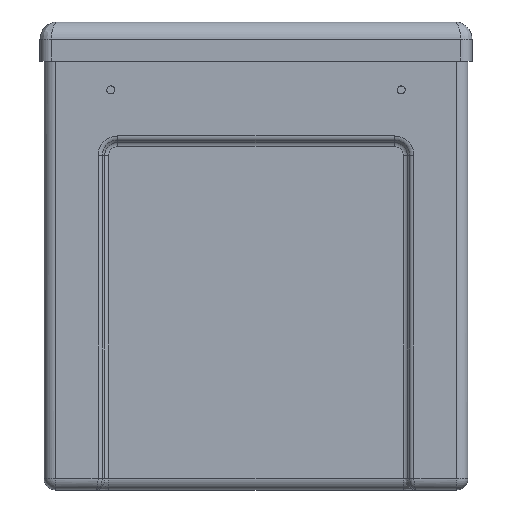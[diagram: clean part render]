
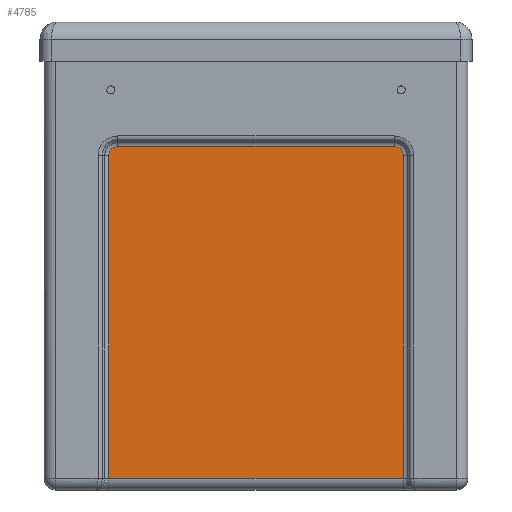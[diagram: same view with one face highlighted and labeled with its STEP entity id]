
A CAD part, top view. The second image highlights one B-rep face of the part: STEP entity #4785.
In plain terms, the highlighted planar face has unit normal (0, -0.005, 1).
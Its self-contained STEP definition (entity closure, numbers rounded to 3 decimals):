
#13 = DIRECTION ( 'NONE',  ( 0., 0.005, -1. ) ) ;
#61 = VERTEX_POINT ( 'NONE', #3044 ) ;
#63 = CARTESIAN_POINT ( 'NONE',  ( 0., -0.355, 65.998 ) ) ;
#65 = AXIS2_PLACEMENT_3D ( 'NONE', #1542, #4367, #3128 ) ;
#201 = CARTESIAN_POINT ( 'NONE',  ( -127.929, 9.946, 66.053 ) ) ;
#316 = CIRCLE ( 'NONE', #4146, 7.929 ) ;
#528 = ORIENTED_EDGE ( 'NONE', *, *, #3688, .T. ) ;
#643 = VECTOR ( 'NONE', #4431, 1000. ) ;
#826 = PLANE ( 'NONE',  #3420 ) ;
#850 = CARTESIAN_POINT ( 'NONE',  ( 0., 297.956, 67.602 ) ) ;
#1142 = EDGE_CURVE ( 'NONE', #4657, #2259, #4839, .T. ) ;
#1452 = DIRECTION ( 'NONE',  ( 0., 1., 0.005 ) ) ;
#1542 = CARTESIAN_POINT ( 'NONE',  ( 120., 290.027, 67.559 ) ) ;
#1572 = VECTOR ( 'NONE', #3561, 1000. ) ;
#1574 = LINE ( 'NONE', #2017, #1572 ) ;
#1972 = LINE ( 'NONE', #850, #643 ) ;
#2017 = CARTESIAN_POINT ( 'NONE',  ( 127.929, 9.946, 66.053 ) ) ;
#2063 = CARTESIAN_POINT ( 'NONE',  ( -127.929, -0.355, 65.998 ) ) ;
#2121 = VECTOR ( 'NONE', #3660, 1000. ) ;
#2164 = DIRECTION ( 'NONE',  ( 0., 1., 0.005 ) ) ;
#2251 = ORIENTED_EDGE ( 'NONE', *, *, #2598, .T. ) ;
#2259 = VERTEX_POINT ( 'NONE', #201 ) ;
#2285 = CARTESIAN_POINT ( 'NONE',  ( 127.929, -0.355, 65.998 ) ) ;
#2428 = EDGE_CURVE ( 'NONE', #3155, #61, #4499, .T. ) ;
#2554 = CARTESIAN_POINT ( 'NONE',  ( -120., 290.027, 67.559 ) ) ;
#2598 = EDGE_CURVE ( 'NONE', #2259, #4500, #1574, .T. ) ;
#2718 = LINE ( 'NONE', #2285, #2868 ) ;
#2868 = VECTOR ( 'NONE', #1452, 1000. ) ;
#2965 = ORIENTED_EDGE ( 'NONE', *, *, #1142, .T. ) ;
#3044 = CARTESIAN_POINT ( 'NONE',  ( 120., 297.956, 67.602 ) ) ;
#3128 = DIRECTION ( 'NONE',  ( 0., 1., 0.005 ) ) ;
#3155 = VERTEX_POINT ( 'NONE', #4041 ) ;
#3193 = FACE_OUTER_BOUND ( 'NONE', #4978, .T. ) ;
#3353 = EDGE_CURVE ( 'NONE', #3764, #4657, #316, .T. ) ;
#3420 = AXIS2_PLACEMENT_3D ( 'NONE', #63, #13, #3619 ) ;
#3561 = DIRECTION ( 'NONE',  ( 1., 0., 0. ) ) ;
#3619 = DIRECTION ( 'NONE',  ( 0., 1., 0.005 ) ) ;
#3660 = DIRECTION ( 'NONE',  ( 0., -1., -0.005 ) ) ;
#3688 = EDGE_CURVE ( 'NONE', #61, #3764, #1972, .T. ) ;
#3701 = ORIENTED_EDGE ( 'NONE', *, *, #3353, .T. ) ;
#3764 = VERTEX_POINT ( 'NONE', #4388 ) ;
#3788 = ORIENTED_EDGE ( 'NONE', *, *, #5111, .T. ) ;
#3815 = ORIENTED_EDGE ( 'NONE', *, *, #2428, .T. ) ;
#4041 = CARTESIAN_POINT ( 'NONE',  ( 127.929, 290.027, 67.559 ) ) ;
#4146 = AXIS2_PLACEMENT_3D ( 'NONE', #2554, #4152, #2164 ) ;
#4152 = DIRECTION ( 'NONE',  ( 0., -0.005, 1. ) ) ;
#4367 = DIRECTION ( 'NONE',  ( 0., -0.005, 1. ) ) ;
#4388 = CARTESIAN_POINT ( 'NONE',  ( -120., 297.956, 67.602 ) ) ;
#4431 = DIRECTION ( 'NONE',  ( -1., 0., 0. ) ) ;
#4499 = CIRCLE ( 'NONE', #65, 7.929 ) ;
#4500 = VERTEX_POINT ( 'NONE', #4705 ) ;
#4604 = CARTESIAN_POINT ( 'NONE',  ( -127.929, 290.027, 67.559 ) ) ;
#4657 = VERTEX_POINT ( 'NONE', #4604 ) ;
#4705 = CARTESIAN_POINT ( 'NONE',  ( 127.929, 9.946, 66.053 ) ) ;
#4785 = ADVANCED_FACE ( 'NONE', ( #3193 ), #826, .F. ) ;
#4839 = LINE ( 'NONE', #2063, #2121 ) ;
#4978 = EDGE_LOOP ( 'NONE', ( #2965, #2251, #3788, #3815, #528, #3701 ) ) ;
#5111 = EDGE_CURVE ( 'NONE', #4500, #3155, #2718, .T. ) ;
